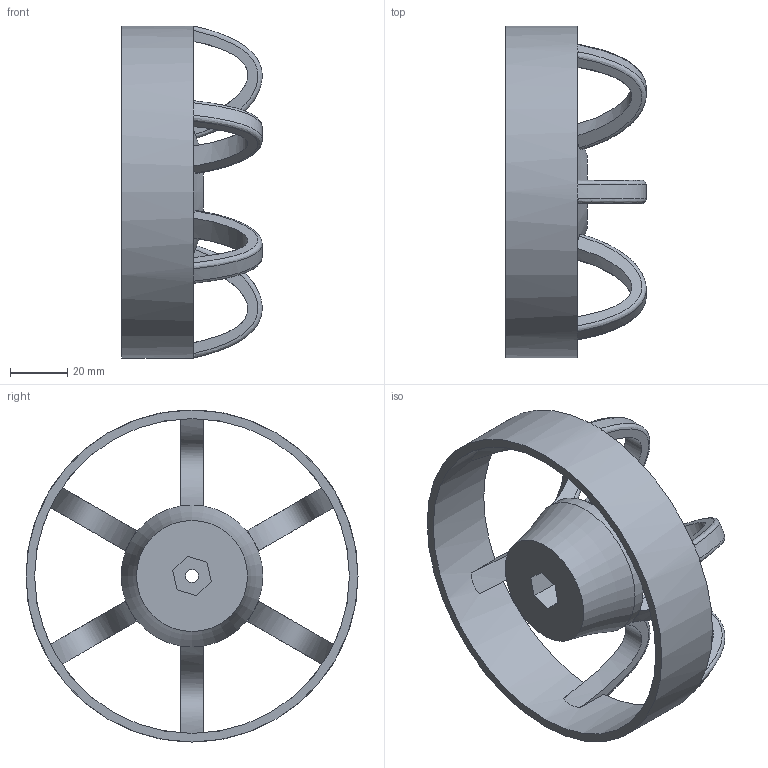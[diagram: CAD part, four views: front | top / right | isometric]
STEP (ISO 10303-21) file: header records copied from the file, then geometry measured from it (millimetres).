
FILE_DESCRIPTION(/* description */ (''),/* implementation_level */ '2;1');
FILE_NAME(/* name */ 'Mars Rover Wheel int v2.stp',/* time_stamp */ '2020-12-05T18:09:00+01:00',/* author */ (''),/* organization */ (''),/* preprocessor_version */ 'ST-DEVELOPER v18.1',/* originating_system */ 'Autodesk Translation Framework v9.3.0.1241',/* authorisation */ '');
FILE_SCHEMA (('AUTOMOTIVE_DESIGN { 1 0 10303 214 3 1 1 }'));
Length unit declared in the file: millimetre
Products named in the file (1): Mars Rover Wheel int
Bounding box: 49.04 x 116 x 116 mm (x, y, z)
Volume: 81178.7 mm3; surface area: 36687.2 mm2
Topology: 2 solids, 2 shells, 72 faces, 218 edges, 151 vertices
Faces by surface type: plane 41, bspline 24, cylinder 5, cone 1, torus 1
Full cylindrical faces by diameter (mm): 4.5 x1, 11 x1, 49.5 x1, 110 x1, 116 x1
Entity records: 4733 total; most frequent: CARTESIAN_POINT 2924, ORIENTED_EDGE 448, DIRECTION 258, EDGE_CURVE 224, VERTEX_POINT 157, LINE 96, VECTOR 96, B_SPLINE_CURVE_WITH_KNOTS 84
